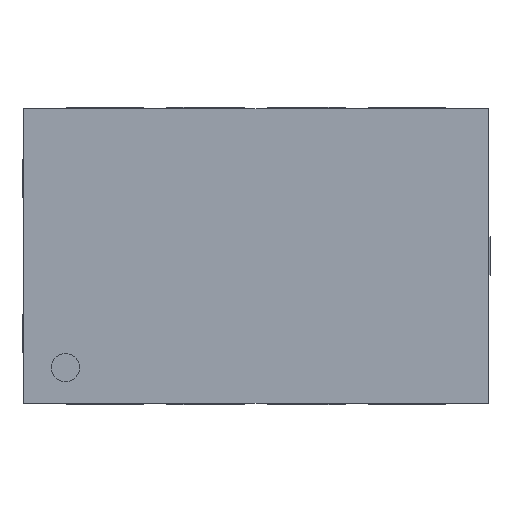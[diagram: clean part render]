
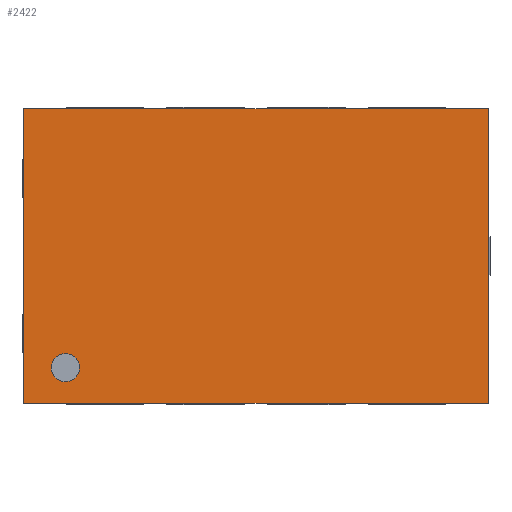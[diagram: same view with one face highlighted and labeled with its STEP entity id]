
A CAD part, top view. The second image highlights one B-rep face of the part: STEP entity #2422.
In plain terms, the highlighted planar face has unit normal (0, 0, 1).
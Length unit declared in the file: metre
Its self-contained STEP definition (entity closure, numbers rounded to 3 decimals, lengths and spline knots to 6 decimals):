
#301=LINE('',#4342,#613);
#327=LINE('',#4392,#639);
#329=LINE('',#4396,#641);
#330=LINE('',#4398,#642);
#613=VECTOR('',#3674,1.);
#639=VECTOR('',#3728,1.);
#641=VECTOR('',#3732,1.);
#642=VECTOR('',#3735,1.);
#1288=ORIENTED_EDGE('',*,*,#1618,.T.);
#1289=ORIENTED_EDGE('',*,*,#1616,.T.);
#1290=ORIENTED_EDGE('',*,*,#1619,.T.);
#1291=ORIENTED_EDGE('',*,*,#1590,.T.);
#1292=ORIENTED_EDGE('',*,*,#1620,.F.);
#1590=EDGE_CURVE('',#1827,#1826,#301,.T.);
#1616=EDGE_CURVE('',#1837,#1836,#327,.T.);
#1618=EDGE_CURVE('',#1826,#1837,#329,.T.);
#1619=EDGE_CURVE('',#1836,#1827,#330,.T.);
#1620=EDGE_CURVE('',#1838,#1838,#1852,.T.);
#1826=VERTEX_POINT('',#4341);
#1827=VERTEX_POINT('',#4343);
#1836=VERTEX_POINT('',#4391);
#1837=VERTEX_POINT('',#4393);
#1838=VERTEX_POINT('',#4401);
#1852=CIRCLE('',#3166,0.000091);
#1971=EDGE_LOOP('',(#1288,#1289,#1290,#1291));
#1972=EDGE_LOOP('',(#1292));
#2093=FACE_BOUND('',#1971,.T.);
#2094=FACE_BOUND('',#1972,.T.);
#2205=PLANE('',#3165);
#2422=ADVANCED_FACE('',(#2093,#2094),#2205,.T.);
#3165=AXIS2_PLACEMENT_3D('',#4399,#3736,#3737);
#3166=AXIS2_PLACEMENT_3D('',#4400,#3738,#3739);
#3674=DIRECTION('',(1.,0.,0.));
#3728=DIRECTION('',(-1.,0.,0.));
#3732=DIRECTION('',(0.,1.,0.));
#3735=DIRECTION('',(0.,-1.,0.));
#3736=DIRECTION('',(0.,0.,1.));
#3737=DIRECTION('',(1.,0.,0.));
#3738=DIRECTION('',(0.,0.,1.));
#3739=DIRECTION('',(1.,0.,0.));
#4341=CARTESIAN_POINT('',(0.0015,-0.00095,0.00076));
#4342=CARTESIAN_POINT('',(-0.0015,-0.00095,0.00076));
#4343=CARTESIAN_POINT('',(-0.0015,-0.00095,0.00076));
#4391=CARTESIAN_POINT('',(-0.0015,0.00095,0.00076));
#4392=CARTESIAN_POINT('',(-0.0015,0.00095,0.00076));
#4393=CARTESIAN_POINT('',(0.0015,0.00095,0.00076));
#4396=CARTESIAN_POINT('',(0.0015,0.00095,0.00076));
#4398=CARTESIAN_POINT('',(-0.0015,0.00095,0.00076));
#4399=CARTESIAN_POINT('',(0.,0.,0.00076));
#4400=CARTESIAN_POINT('',(-0.00123,-0.000722,0.00076));
#4401=CARTESIAN_POINT('',(-0.001139,-0.000722,0.00076));
